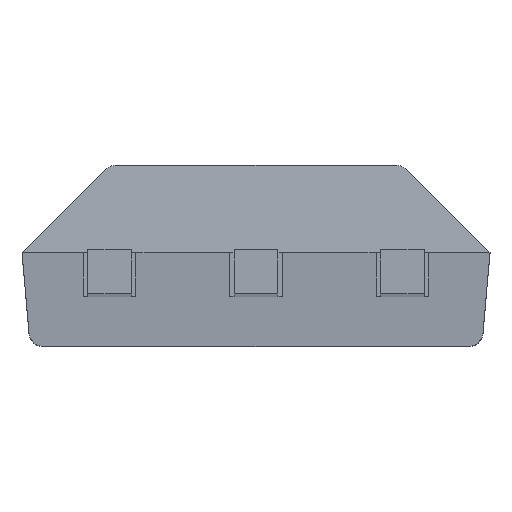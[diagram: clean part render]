
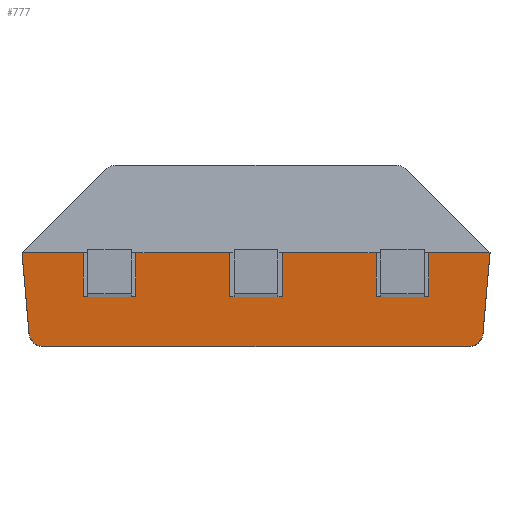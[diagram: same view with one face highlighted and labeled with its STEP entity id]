
A CAD part, top view. The second image highlights one B-rep face of the part: STEP entity #777.
In plain terms, the highlighted planar face has unit normal (0, -0.087, 0.996).
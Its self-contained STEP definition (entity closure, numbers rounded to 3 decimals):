
#41=DIRECTION('',(1.,0.,0.));
#42=VECTOR('',#41,0.532);
#43=CARTESIAN_POINT('',(-2.03,0.,1.5));
#44=LINE('',#43,#42);
#57=DIRECTION('',(1.,0.,0.));
#58=VECTOR('',#57,0.532);
#59=CARTESIAN_POINT('',(1.498,0.,1.5));
#60=LINE('',#59,#58);
#61=DIRECTION('',(1.,0.,0.));
#62=VECTOR('',#61,0.813);
#63=CARTESIAN_POINT('',(0.228,0.,1.5));
#64=LINE('',#63,#62);
#65=DIRECTION('',(1.,0.,0.));
#66=VECTOR('',#65,0.813);
#67=CARTESIAN_POINT('',(-1.042,0.,1.5));
#68=LINE('',#67,#66);
#69=DIRECTION('',(1.,0.,0.));
#70=VECTOR('',#69,0.457);
#71=CARTESIAN_POINT('',(-1.498,-0.381,1.467));
#72=LINE('',#71,#70);
#109=DIRECTION('',(0.,0.996,0.087));
#110=VECTOR('',#109,0.382);
#111=CARTESIAN_POINT('',(-1.498,-0.381,1.467));
#112=LINE('',#111,#110);
#145=DIRECTION('',(0.,0.996,0.087));
#146=VECTOR('',#145,0.382);
#147=CARTESIAN_POINT('',(-1.042,-0.381,1.467));
#148=LINE('',#147,#146);
#149=DIRECTION('',(0.,0.996,0.087));
#150=VECTOR('',#149,0.382);
#151=CARTESIAN_POINT('',(-0.228,-0.381,1.467));
#152=LINE('',#151,#150);
#197=DIRECTION('',(0.,0.996,0.087));
#198=VECTOR('',#197,0.382);
#199=CARTESIAN_POINT('',(0.228,-0.381,1.467));
#200=LINE('',#199,#198);
#201=DIRECTION('',(1.,0.,0.));
#202=VECTOR('',#201,0.457);
#203=CARTESIAN_POINT('',(-0.228,-0.381,1.467));
#204=LINE('',#203,#202);
#269=DIRECTION('',(0.,0.996,0.087));
#270=VECTOR('',#269,0.382);
#271=CARTESIAN_POINT('',(1.042,-0.381,1.467));
#272=LINE('',#271,#270);
#317=DIRECTION('',(0.,0.996,0.087));
#318=VECTOR('',#317,0.382);
#319=CARTESIAN_POINT('',(1.498,-0.381,1.467));
#320=LINE('',#319,#318);
#321=DIRECTION('',(1.,0.,0.));
#322=VECTOR('',#321,0.457);
#323=CARTESIAN_POINT('',(1.042,-0.381,1.467));
#324=LINE('',#323,#322);
#397=DIRECTION('',(0.087,0.992,0.087));
#398=VECTOR('',#397,0.699);
#399=CARTESIAN_POINT('',(1.969,-0.694,1.439));
#400=LINE('',#399,#398);
#405=DIRECTION('',(0.087,-0.992,-0.087));
#406=VECTOR('',#405,0.699);
#407=CARTESIAN_POINT('',(-2.03,0.,1.5));
#408=LINE('',#407,#406);
#485=CARTESIAN_POINT('',(-1.843,-0.81,1.429));
#486=CARTESIAN_POINT('',(-1.862,-0.81,1.429));
#487=CARTESIAN_POINT('',(-1.894,-0.802,
1.43));
#488=CARTESIAN_POINT('',(-1.93,-0.778,
1.432));
#489=CARTESIAN_POINT('',(-1.957,-0.744,
1.435));
#490=CARTESIAN_POINT('',(-1.968,-0.713,
1.438));
#491=CARTESIAN_POINT('',(-1.969,-0.694,
1.439));
#501=DIRECTION('',(-1.,0.,0.));
#502=VECTOR('',#501,3.686);
#503=CARTESIAN_POINT('',(1.843,-0.81,1.429));
#504=LINE('',#503,#502);
#517=CARTESIAN_POINT('',(1.843,-0.81,1.429));
#518=CARTESIAN_POINT('',(1.862,-0.81,1.429));
#519=CARTESIAN_POINT('',(1.894,-0.802,1.43));
#520=CARTESIAN_POINT('',(1.93,-0.778,1.432));
#521=CARTESIAN_POINT('',(1.957,-0.744,1.435));
#522=CARTESIAN_POINT('',(1.968,-0.713,1.438));
#523=CARTESIAN_POINT('',(1.969,-0.694,1.439));
#631=CARTESIAN_POINT('',(1.843,-0.81,1.429));
#632=CARTESIAN_POINT('',(-1.843,-0.81,1.429));
#633=VERTEX_POINT('',#631);
#634=VERTEX_POINT('',#632);
#635=CARTESIAN_POINT('',(-2.03,0.,1.5));
#636=CARTESIAN_POINT('',(-1.969,-0.694,
1.439));
#637=VERTEX_POINT('',#635);
#638=VERTEX_POINT('',#636);
#639=CARTESIAN_POINT('',(1.969,-0.694,1.439));
#640=CARTESIAN_POINT('',(2.03,0.,1.5));
#641=VERTEX_POINT('',#639);
#642=VERTEX_POINT('',#640);
#655=CARTESIAN_POINT('',(-1.498,0.,1.5));
#656=CARTESIAN_POINT('',(-1.042,0.,1.5));
#657=VERTEX_POINT('',#655);
#658=VERTEX_POINT('',#656);
#659=CARTESIAN_POINT('',(-0.228,0.,1.5));
#660=CARTESIAN_POINT('',(0.228,0.,1.5));
#661=VERTEX_POINT('',#659);
#662=VERTEX_POINT('',#660);
#663=CARTESIAN_POINT('',(1.042,0.,1.5));
#664=CARTESIAN_POINT('',(1.498,0.,1.5));
#665=VERTEX_POINT('',#663);
#666=VERTEX_POINT('',#664);
#667=CARTESIAN_POINT('',(-1.498,-0.381,1.467));
#668=CARTESIAN_POINT('',(-1.042,-0.381,1.467));
#669=VERTEX_POINT('',#667);
#670=VERTEX_POINT('',#668);
#671=CARTESIAN_POINT('',(-0.228,-0.381,1.467));
#672=CARTESIAN_POINT('',(0.228,-0.381,1.467));
#673=VERTEX_POINT('',#671);
#674=VERTEX_POINT('',#672);
#675=CARTESIAN_POINT('',(1.042,-0.381,1.467));
#676=CARTESIAN_POINT('',(1.498,-0.381,1.467));
#677=VERTEX_POINT('',#675);
#678=VERTEX_POINT('',#676);
#738=CARTESIAN_POINT('',(-2.436,-0.81,1.429));
#739=DIRECTION('',(0.,0.087,-0.996));
#740=DIRECTION('',(0.,0.996,0.087));
#741=AXIS2_PLACEMENT_3D('',#738,#739,#740);
#742=PLANE('',#741);
#744=ORIENTED_EDGE('',*,*,#743,.T.);
#746=ORIENTED_EDGE('',*,*,#745,.T.);
#747=ORIENTED_EDGE('',*,*,#733,.T.);
#749=ORIENTED_EDGE('',*,*,#748,.F.);
#751=ORIENTED_EDGE('',*,*,#750,.T.);
#753=ORIENTED_EDGE('',*,*,#752,.T.);
#754=ORIENTED_EDGE('',*,*,#729,.T.);
#756=ORIENTED_EDGE('',*,*,#755,.F.);
#758=ORIENTED_EDGE('',*,*,#757,.T.);
#760=ORIENTED_EDGE('',*,*,#759,.T.);
#761=ORIENTED_EDGE('',*,*,#725,.T.);
#763=ORIENTED_EDGE('',*,*,#762,.F.);
#765=ORIENTED_EDGE('',*,*,#764,.F.);
#767=ORIENTED_EDGE('',*,*,#766,.T.);
#769=ORIENTED_EDGE('',*,*,#768,.T.);
#771=ORIENTED_EDGE('',*,*,#770,.F.);
#772=ORIENTED_EDGE('',*,*,#713,.T.);
#774=ORIENTED_EDGE('',*,*,#773,.F.);
#775=EDGE_LOOP('',(#744,#746,#747,#749,#751,#753,#754,#756,#758,#760,#761,#763,
#765,#767,#769,#771,#772,#774));
#776=FACE_OUTER_BOUND('',#775,.F.);
#492=B_SPLINE_CURVE_WITH_KNOTS('',3,(#485,#486,#487,#488,#489,#490,#491),
.UNSPECIFIED.,.F.,.F.,(4,1,1,1,4),(0.,0.25,0.5,0.75,1.),
.UNSPECIFIED.);
#524=B_SPLINE_CURVE_WITH_KNOTS('',3,(#517,#518,#519,#520,#521,#522,#523),
.UNSPECIFIED.,.F.,.F.,(4,1,1,1,4),(0.,0.25,0.5,0.75,1.),
.UNSPECIFIED.);
#713=EDGE_CURVE('',#637,#657,#44,.T.);
#725=EDGE_CURVE('',#666,#642,#60,.T.);
#729=EDGE_CURVE('',#662,#665,#64,.T.);
#733=EDGE_CURVE('',#658,#661,#68,.T.);
#743=EDGE_CURVE('',#669,#670,#72,.T.);
#745=EDGE_CURVE('',#670,#658,#148,.T.);
#748=EDGE_CURVE('',#673,#661,#152,.T.);
#750=EDGE_CURVE('',#673,#674,#204,.T.);
#752=EDGE_CURVE('',#674,#662,#200,.T.);
#755=EDGE_CURVE('',#677,#665,#272,.T.);
#757=EDGE_CURVE('',#677,#678,#324,.T.);
#759=EDGE_CURVE('',#678,#666,#320,.T.);
#762=EDGE_CURVE('',#641,#642,#400,.T.);
#764=EDGE_CURVE('',#633,#641,#524,.T.);
#766=EDGE_CURVE('',#633,#634,#504,.T.);
#768=EDGE_CURVE('',#634,#638,#492,.T.);
#770=EDGE_CURVE('',#637,#638,#408,.T.);
#773=EDGE_CURVE('',#669,#657,#112,.T.);
#777=ADVANCED_FACE('',(#776),#742,.F.);
